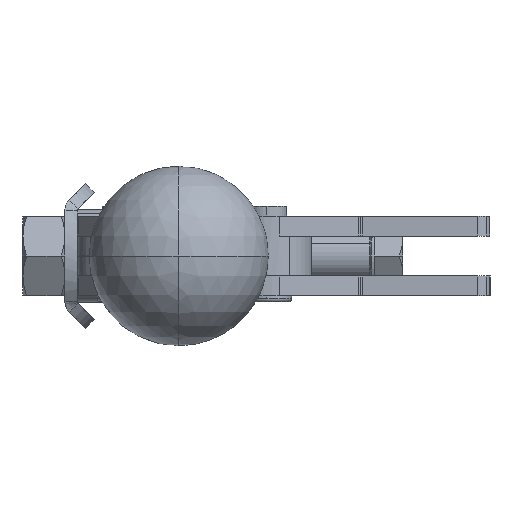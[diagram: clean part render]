
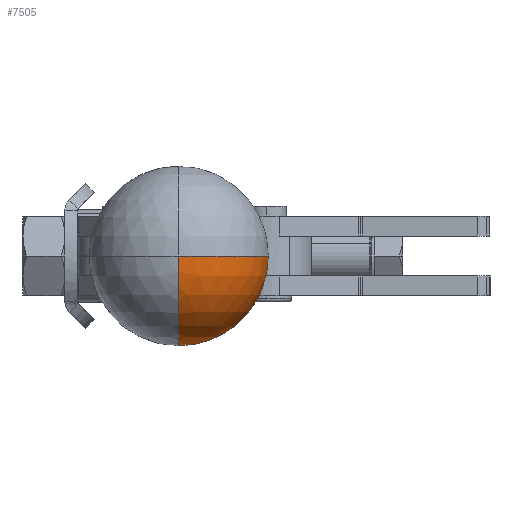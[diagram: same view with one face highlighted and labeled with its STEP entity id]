
A CAD part, left-side view. The second image highlights one B-rep face of the part: STEP entity #7505.
In plain terms, the highlighted spherical face has radius 18 mm.
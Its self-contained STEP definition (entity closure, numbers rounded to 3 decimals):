
#7453=CARTESIAN_POINT('',(-94.31,58.376,-56.473));
#7454=VERTEX_POINT('',#7453);
#7462=CARTESIAN_POINT('',(-92.819,40.437,-38.473));
#7463=VERTEX_POINT('',#7462);
#7471=CARTESIAN_POINT('',(-94.31,58.376,-38.473));
#7472=DIRECTION('',(-0.997,-0.083,0.));
#7473=DIRECTION('',(0.083,-0.997,0.));
#7474=AXIS2_PLACEMENT_3D('',#7471,#7472,#7473);
#7475=CIRCLE('',#7474,18.);
#7476=EDGE_CURVE('',#7454,#7463,#7475,.T.);
#7481=CARTESIAN_POINT('',(-94.31,58.376,-38.473));
#7482=DIRECTION('',(0.0,0.0,1.0));
#7483=DIRECTION('',(-1.,0.005,0.));
#7484=AXIS2_PLACEMENT_3D('',#7481,#7482,#7483);
#7485=SPHERICAL_SURFACE('',#7484,18.);
#7486=CARTESIAN_POINT('',(-112.31,58.47,-38.473));
#7487=VERTEX_POINT('',#7486);
#7488=CARTESIAN_POINT('',(-94.31,58.376,-38.473));
#7489=DIRECTION('',(0.005,1.,0.0));
#7490=DIRECTION('',(0.0,0.0,-1.0));
#7491=AXIS2_PLACEMENT_3D('',#7488,#7489,#7490);
#7492=CIRCLE('',#7491,18.);
#7493=EDGE_CURVE('',#7454,#7487,#7492,.T.);
#7494=ORIENTED_EDGE('',*,*,#7493,.F.);
#7495=ORIENTED_EDGE('',*,*,#7476,.T.);
#7496=CARTESIAN_POINT('',(-94.31,58.376,-38.473));
#7497=DIRECTION('',(0.,0.,1.0));
#7498=DIRECTION('',(-1.,0.005,0.));
#7499=AXIS2_PLACEMENT_3D('',#7496,#7497,#7498);
#7500=CIRCLE('',#7499,18.0);
#7501=EDGE_CURVE('',#7487,#7463,#7500,.T.);
#7502=ORIENTED_EDGE('',*,*,#7501,.F.);
#7503=EDGE_LOOP('',(#7494,#7495,#7502));
#7504=FACE_OUTER_BOUND('',#7503,.T.);
#7505=ADVANCED_FACE('',(#7504),#7485,.T.);
